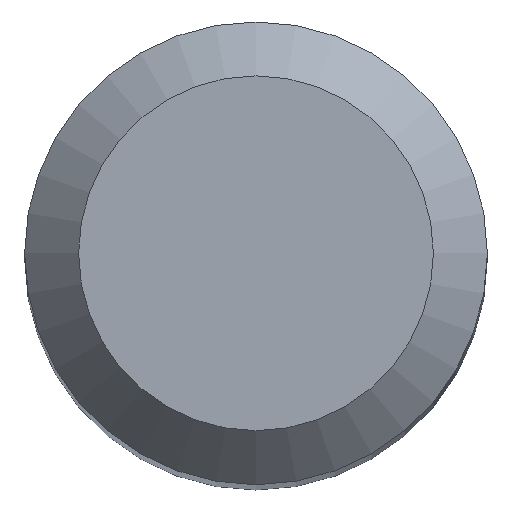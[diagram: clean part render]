
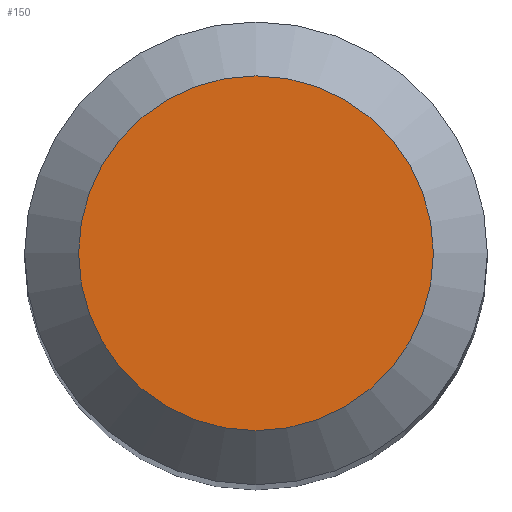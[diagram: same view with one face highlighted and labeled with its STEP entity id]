
A CAD part, top view. The second image highlights one B-rep face of the part: STEP entity #150.
In plain terms, the highlighted planar face has unit normal (0, 0, 1).
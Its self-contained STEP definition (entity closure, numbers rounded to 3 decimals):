
#14 = FACE_OUTER_BOUND ( 'NONE', #128, .T. ) ;
#16 = CARTESIAN_POINT ( 'NONE',  ( 0., 0., 66. ) ) ;
#21 = AXIS2_PLACEMENT_3D ( 'NONE', #163, #98, #257 ) ;
#24 = ORIENTED_EDGE ( 'NONE', *, *, #143, .F. ) ;
#39 = CIRCLE ( 'NONE', #169, 2.3 ) ;
#64 = VERTEX_POINT ( 'NONE', #71 ) ;
#71 = CARTESIAN_POINT ( 'NONE',  ( 0., 2.3, 66. ) ) ;
#98 = DIRECTION ( 'NONE',  ( 0., 0., -1. ) ) ;
#100 = DIRECTION ( 'NONE',  ( 0., 1., 0. ) ) ;
#128 = EDGE_LOOP ( 'NONE', ( #24 ) ) ;
#135 = DIRECTION ( 'NONE',  ( 0., 0., -1. ) ) ;
#143 = EDGE_CURVE ( 'NONE', #64, #64, #39, .T. ) ;
#150 = ADVANCED_FACE ( 'NONE', ( #14 ), #156, .F. ) ;
#156 = PLANE ( 'NONE',  #21 ) ;
#163 = CARTESIAN_POINT ( 'NONE',  ( 0., 0., 66. ) ) ;
#169 = AXIS2_PLACEMENT_3D ( 'NONE', #16, #135, #100 ) ;
#257 = DIRECTION ( 'NONE',  ( 0., 1., 0. ) ) ;
